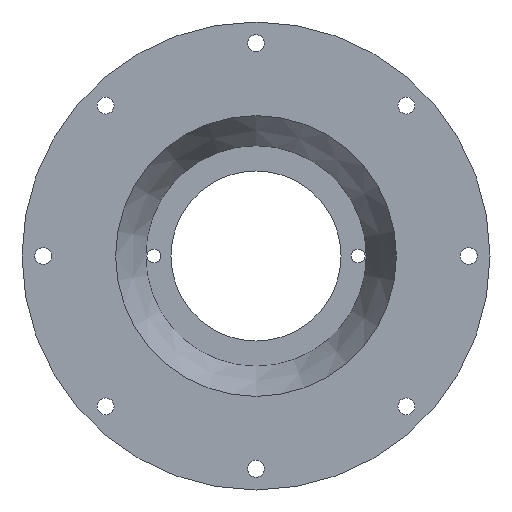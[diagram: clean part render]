
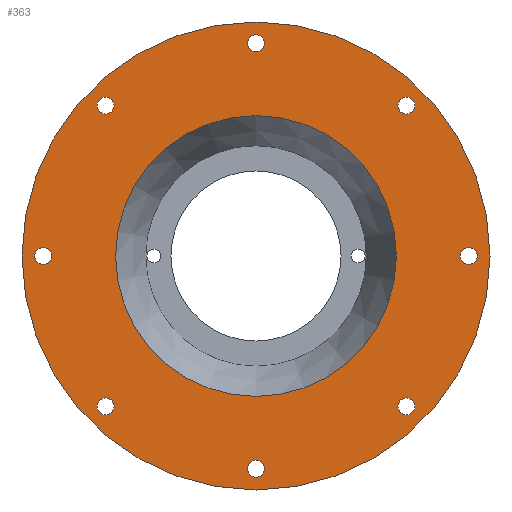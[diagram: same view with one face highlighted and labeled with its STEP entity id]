
A CAD part, front view. The second image highlights one B-rep face of the part: STEP entity #363.
In plain terms, the highlighted planar face has unit normal (0, -1, 0).
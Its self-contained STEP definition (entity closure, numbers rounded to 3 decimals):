
#30=FACE_BOUND('',#98,.T.);
#31=FACE_BOUND('',#99,.T.);
#32=FACE_BOUND('',#100,.T.);
#33=FACE_BOUND('',#101,.T.);
#34=FACE_BOUND('',#102,.T.);
#35=FACE_BOUND('',#103,.T.);
#36=FACE_BOUND('',#104,.T.);
#37=FACE_BOUND('',#105,.T.);
#38=FACE_BOUND('',#106,.T.);
#42=PLANE('',#435);
#63=FACE_OUTER_BOUND('',#97,.T.);
#97=EDGE_LOOP('',(#322));
#98=EDGE_LOOP('',(#323));
#99=EDGE_LOOP('',(#324));
#100=EDGE_LOOP('',(#325));
#101=EDGE_LOOP('',(#326));
#102=EDGE_LOOP('',(#327));
#103=EDGE_LOOP('',(#328));
#104=EDGE_LOOP('',(#329));
#105=EDGE_LOOP('',(#330));
#106=EDGE_LOOP('',(#331));
#144=CIRCLE('',#398,2.);
#146=CIRCLE('',#401,2.);
#148=CIRCLE('',#404,2.);
#150=CIRCLE('',#407,2.);
#152=CIRCLE('',#410,2.);
#154=CIRCLE('',#413,2.);
#156=CIRCLE('',#416,2.);
#158=CIRCLE('',#419,2.);
#164=CIRCLE('',#430,33.);
#166=CIRCLE('',#433,55.);
#174=VERTEX_POINT('',#573);
#176=VERTEX_POINT('',#579);
#178=VERTEX_POINT('',#585);
#180=VERTEX_POINT('',#591);
#182=VERTEX_POINT('',#597);
#184=VERTEX_POINT('',#603);
#186=VERTEX_POINT('',#609);
#188=VERTEX_POINT('',#615);
#194=VERTEX_POINT('',#635);
#196=VERTEX_POINT('',#641);
#208=EDGE_CURVE('',#174,#174,#144,.T.);
#211=EDGE_CURVE('',#176,#176,#146,.T.);
#214=EDGE_CURVE('',#178,#178,#148,.T.);
#217=EDGE_CURVE('',#180,#180,#150,.T.);
#220=EDGE_CURVE('',#182,#182,#152,.T.);
#223=EDGE_CURVE('',#184,#184,#154,.T.);
#226=EDGE_CURVE('',#186,#186,#156,.T.);
#229=EDGE_CURVE('',#188,#188,#158,.T.);
#238=EDGE_CURVE('',#194,#194,#164,.T.);
#241=EDGE_CURVE('',#196,#196,#166,.T.);
#322=ORIENTED_EDGE('',*,*,#241,.F.);
#323=ORIENTED_EDGE('',*,*,#208,.T.);
#324=ORIENTED_EDGE('',*,*,#211,.T.);
#325=ORIENTED_EDGE('',*,*,#214,.T.);
#326=ORIENTED_EDGE('',*,*,#217,.T.);
#327=ORIENTED_EDGE('',*,*,#220,.T.);
#328=ORIENTED_EDGE('',*,*,#223,.T.);
#329=ORIENTED_EDGE('',*,*,#226,.T.);
#330=ORIENTED_EDGE('',*,*,#229,.T.);
#331=ORIENTED_EDGE('',*,*,#238,.F.);
#363=ADVANCED_FACE('',(#63,#30,#31,#32,#33,#34,#35,#36,#37,#38),#42,.F.);
#398=AXIS2_PLACEMENT_3D('',#575,#464,#465);
#401=AXIS2_PLACEMENT_3D('',#581,#471,#472);
#404=AXIS2_PLACEMENT_3D('',#587,#478,#479);
#407=AXIS2_PLACEMENT_3D('',#593,#485,#486);
#410=AXIS2_PLACEMENT_3D('',#599,#492,#493);
#413=AXIS2_PLACEMENT_3D('',#605,#499,#500);
#416=AXIS2_PLACEMENT_3D('',#611,#506,#507);
#419=AXIS2_PLACEMENT_3D('',#617,#513,#514);
#430=AXIS2_PLACEMENT_3D('',#637,#538,#539);
#433=AXIS2_PLACEMENT_3D('',#643,#545,#546);
#435=AXIS2_PLACEMENT_3D('',#645,#549,#550);
#464=DIRECTION('center_axis',(0.,1.,0.));
#465=DIRECTION('ref_axis',(1.,0.,0.));
#471=DIRECTION('center_axis',(0.,1.,0.));
#472=DIRECTION('ref_axis',(1.,0.,0.));
#478=DIRECTION('center_axis',(0.,1.,0.));
#479=DIRECTION('ref_axis',(1.,0.,0.));
#485=DIRECTION('center_axis',(0.,1.,0.));
#486=DIRECTION('ref_axis',(1.,0.,0.));
#492=DIRECTION('center_axis',(0.,1.,0.));
#493=DIRECTION('ref_axis',(1.,0.,0.));
#499=DIRECTION('center_axis',(0.,1.,0.));
#500=DIRECTION('ref_axis',(1.,0.,0.));
#506=DIRECTION('center_axis',(0.,1.,0.));
#507=DIRECTION('ref_axis',(1.,0.,0.));
#513=DIRECTION('center_axis',(0.,1.,0.));
#514=DIRECTION('ref_axis',(1.,0.,0.));
#538=DIRECTION('center_axis',(0.,-1.,0.));
#539=DIRECTION('ref_axis',(1.,0.,0.));
#545=DIRECTION('center_axis',(0.,1.,0.));
#546=DIRECTION('ref_axis',(-1.,0.,0.));
#549=DIRECTION('center_axis',(0.,1.,0.));
#550=DIRECTION('ref_axis',(0.,0.,1.));
#573=CARTESIAN_POINT('',(-2.,0.,-50.));
#575=CARTESIAN_POINT('Origin',(0.,0.,-50.));
#579=CARTESIAN_POINT('',(48.,0.,0.));
#581=CARTESIAN_POINT('Origin',(50.,0.,0.));
#585=CARTESIAN_POINT('',(-2.,0.,50.));
#587=CARTESIAN_POINT('Origin',(0.,0.,50.));
#591=CARTESIAN_POINT('',(-52.,0.,0.));
#593=CARTESIAN_POINT('Origin',(-50.,0.,0.));
#597=CARTESIAN_POINT('',(-37.355,0.,35.355));
#599=CARTESIAN_POINT('Origin',(-35.355,0.,35.355));
#603=CARTESIAN_POINT('',(33.355,0.,35.355));
#605=CARTESIAN_POINT('Origin',(35.355,0.,35.355));
#609=CARTESIAN_POINT('',(33.355,0.,-35.355));
#611=CARTESIAN_POINT('Origin',(35.355,0.,-35.355));
#615=CARTESIAN_POINT('',(-37.355,0.,-35.355));
#617=CARTESIAN_POINT('Origin',(-35.355,0.,-35.355));
#635=CARTESIAN_POINT('',(-33.,0.,0.));
#637=CARTESIAN_POINT('Origin',(0.,0.,0.));
#641=CARTESIAN_POINT('',(55.,0.,0.));
#643=CARTESIAN_POINT('Origin',(0.,0.,0.));
#645=CARTESIAN_POINT('Origin',(0.,0.,0.));
